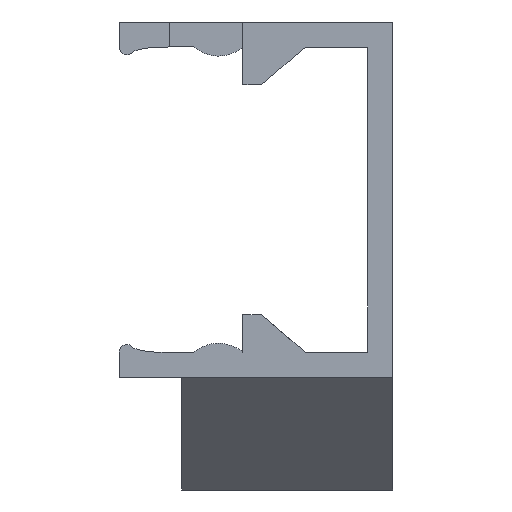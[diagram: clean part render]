
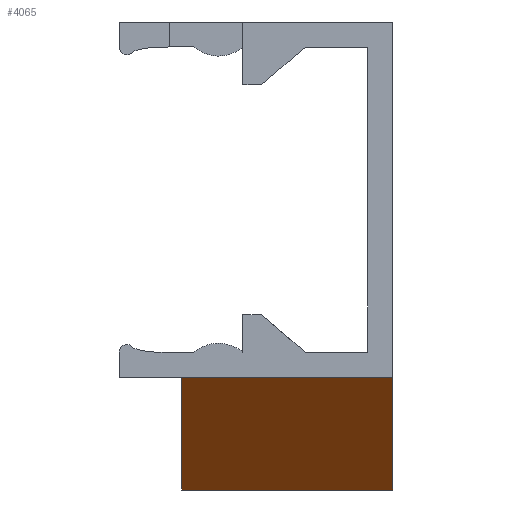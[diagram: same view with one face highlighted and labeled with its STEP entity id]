
A CAD part, left-side view. The second image highlights one B-rep face of the part: STEP entity #4065.
In plain terms, the highlighted planar face has unit normal (-0.707, 0, -0.707).
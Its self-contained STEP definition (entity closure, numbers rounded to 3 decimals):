
#898 = VERTEX_POINT('',#899);
#899 = CARTESIAN_POINT('',(-205.,-723.305,-17.196));
#905 = EDGE_CURVE('',#898,#906,#908,.T.);
#906 = VERTEX_POINT('',#907);
#907 = CARTESIAN_POINT('',(-196.,-723.305,-26.196));
#908 = LINE('',#909,#910);
#909 = CARTESIAN_POINT('',(-205.,-723.305,-17.196));
#910 = VECTOR('',#911,1.);
#911 = DIRECTION('',(0.707,0.,-0.707)
  );
#4006 = VERTEX_POINT('',#4007);
#4007 = CARTESIAN_POINT('',(-205.,-706.43,-17.196));
#4015 = EDGE_CURVE('',#898,#4006,#4016,.T.);
#4016 = LINE('',#4017,#4018);
#4017 = CARTESIAN_POINT('',(-205.,-723.305,-17.196));
#4018 = VECTOR('',#4019,1.);
#4019 = DIRECTION('',(0.,1.,0.));
#4065 = ADVANCED_FACE('',(#4066),#4084,.T.);
#4066 = FACE_BOUND('',#4067,.T.);
#4067 = EDGE_LOOP('',(#4068,#4069,#4070,#4078));
#4068 = ORIENTED_EDGE('',*,*,#905,.F.);
#4069 = ORIENTED_EDGE('',*,*,#4015,.T.);
#4070 = ORIENTED_EDGE('',*,*,#4071,.F.);
#4071 = EDGE_CURVE('',#4072,#4006,#4074,.T.);
#4072 = VERTEX_POINT('',#4073);
#4073 = CARTESIAN_POINT('',(-196.,-706.43,-26.196));
#4074 = LINE('',#4075,#4076);
#4075 = CARTESIAN_POINT('',(-197.09,-706.43,
    -25.105));
#4076 = VECTOR('',#4077,1.);
#4077 = DIRECTION('',(-0.707,0.,0.707));
#4078 = ORIENTED_EDGE('',*,*,#4079,.F.);
#4079 = EDGE_CURVE('',#906,#4072,#4080,.T.);
#4080 = LINE('',#4081,#4082);
#4081 = CARTESIAN_POINT('',(-196.,-723.305,-26.196));
#4082 = VECTOR('',#4083,1.);
#4083 = DIRECTION('',(0.,1.,0.));
#4084 = PLANE('',#4085);
#4085 = AXIS2_PLACEMENT_3D('',#4086,#4087,#4088);
#4086 = CARTESIAN_POINT('',(-205.,-723.305,-17.196));
#4087 = DIRECTION('',(-0.707,0.,-0.707));
#4088 = DIRECTION('',(0.707,0.,-0.707));
